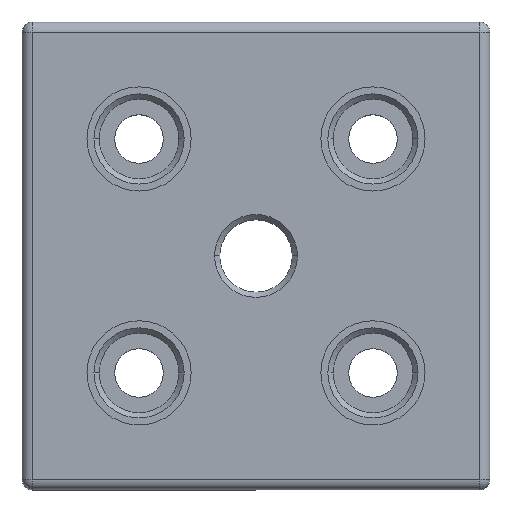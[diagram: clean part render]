
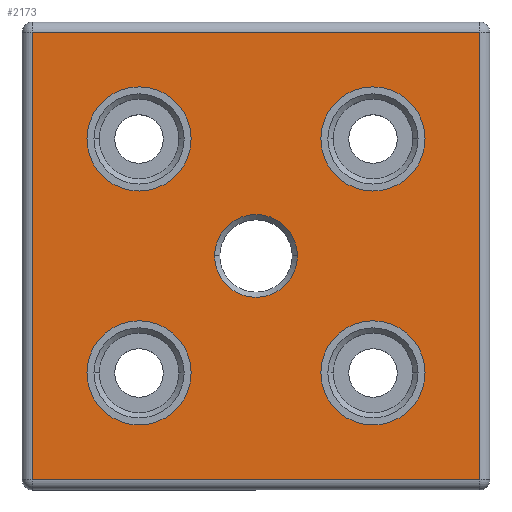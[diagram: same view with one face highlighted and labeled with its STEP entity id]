
A CAD part, top view. The second image highlights one B-rep face of the part: STEP entity #2173.
In plain terms, the highlighted planar face has unit normal (0, 0, 1).
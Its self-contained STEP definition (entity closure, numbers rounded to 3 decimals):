
#23 = DIRECTION ( 'NONE',  ( 0., 0., 1. ) ) ;
#52 = CARTESIAN_POINT ( 'NONE',  ( 22.45, 22.45, 15. ) ) ;
#66 = CARTESIAN_POINT ( 'NONE',  ( 32.45, 67.35, 15. ) ) ;
#76 = CIRCLE ( 'NONE', #2611, 10. ) ;
#89 = EDGE_CURVE ( 'NONE', #2436, #1628, #2729, .T. ) ;
#112 = VERTEX_POINT ( 'NONE', #3388 ) ;
#147 = EDGE_LOOP ( 'NONE', ( #1917, #3285 ) ) ;
#193 = EDGE_LOOP ( 'NONE', ( #1234, #555 ) ) ;
#194 = AXIS2_PLACEMENT_3D ( 'NONE', #3272, #2580, #1835 ) ;
#236 = AXIS2_PLACEMENT_3D ( 'NONE', #52, #4011, #2595 ) ;
#244 = ORIENTED_EDGE ( 'NONE', *, *, #2429, .T. ) ;
#327 = DIRECTION ( 'NONE',  ( 0., 0., -1. ) ) ;
#362 = AXIS2_PLACEMENT_3D ( 'NONE', #893, #489, #1934 ) ;
#380 = VERTEX_POINT ( 'NONE', #1141 ) ;
#382 = VERTEX_POINT ( 'NONE', #2216 ) ;
#398 = CARTESIAN_POINT ( 'NONE',  ( 67.35, 22.45, 15. ) ) ;
#422 = CARTESIAN_POINT ( 'NONE',  ( 52.85, 44.9, 15. ) ) ;
#437 = ORIENTED_EDGE ( 'NONE', *, *, #89, .T. ) ;
#460 = DIRECTION ( 'NONE',  ( -1., 0., 0. ) ) ;
#489 = DIRECTION ( 'NONE',  ( 0., 0., 1. ) ) ;
#494 = VERTEX_POINT ( 'NONE', #3338 ) ;
#518 = CARTESIAN_POINT ( 'NONE',  ( 32.45, 22.45, 15. ) ) ;
#555 = ORIENTED_EDGE ( 'NONE', *, *, #1108, .F. ) ;
#597 = EDGE_LOOP ( 'NONE', ( #437, #2043 ) ) ;
#605 = DIRECTION ( 'NONE',  ( 0., 0., -1. ) ) ;
#671 = DIRECTION ( 'NONE',  ( 0., 1., 0. ) ) ;
#676 = CIRCLE ( 'NONE', #3945, 10. ) ;
#684 = CIRCLE ( 'NONE', #4534, 10. ) ;
#686 = CARTESIAN_POINT ( 'NONE',  ( 0., 87.8, 15. ) ) ;
#802 = VECTOR ( 'NONE', #671, 1000. ) ;
#837 = CARTESIAN_POINT ( 'NONE',  ( 36.95, 44.9, 15. ) ) ;
#866 = CIRCLE ( 'NONE', #1422, 10. ) ;
#882 = AXIS2_PLACEMENT_3D ( 'NONE', #2438, #605, #3872 ) ;
#893 = CARTESIAN_POINT ( 'NONE',  ( 67.35, 67.35, 15. ) ) ;
#895 = ORIENTED_EDGE ( 'NONE', *, *, #2034, .F. ) ;
#1018 = CARTESIAN_POINT ( 'NONE',  ( 0., 2., 15. ) ) ;
#1051 = DIRECTION ( 'NONE',  ( 1., 0., 0. ) ) ;
#1056 = ORIENTED_EDGE ( 'NONE', *, *, #2218, .F. ) ;
#1108 = EDGE_CURVE ( 'NONE', #4252, #1450, #76, .T. ) ;
#1133 = DIRECTION ( 'NONE',  ( 1., 0., 0. ) ) ;
#1141 = CARTESIAN_POINT ( 'NONE',  ( 2., 87.8, 15. ) ) ;
#1226 = EDGE_CURVE ( 'NONE', #1230, #112, #3672, .T. ) ;
#1230 = VERTEX_POINT ( 'NONE', #4520 ) ;
#1234 = ORIENTED_EDGE ( 'NONE', *, *, #2351, .F. ) ;
#1254 = DIRECTION ( 'NONE',  ( 0., 0., 1. ) ) ;
#1308 = FACE_BOUND ( 'NONE', #193, .T. ) ;
#1422 = AXIS2_PLACEMENT_3D ( 'NONE', #2274, #2645, #460 ) ;
#1429 = FACE_BOUND ( 'NONE', #147, .T. ) ;
#1450 = VERTEX_POINT ( 'NONE', #2772 ) ;
#1468 = DIRECTION ( 'NONE',  ( 1., 0., 0. ) ) ;
#1474 = EDGE_CURVE ( 'NONE', #1628, #2436, #3493, .T. ) ;
#1520 = DIRECTION ( 'NONE',  ( 0., 0., 1. ) ) ;
#1628 = VERTEX_POINT ( 'NONE', #837 ) ;
#1631 = DIRECTION ( 'NONE',  ( 1., 0., 0. ) ) ;
#1655 = DIRECTION ( 'NONE',  ( 1., 0., 0. ) ) ;
#1765 = EDGE_CURVE ( 'NONE', #382, #4712, #684, .T. ) ;
#1787 = AXIS2_PLACEMENT_3D ( 'NONE', #2440, #1254, #1631 ) ;
#1820 = CIRCLE ( 'NONE', #236, 10. ) ;
#1835 = DIRECTION ( 'NONE',  ( -1., 0., 0. ) ) ;
#1848 = DIRECTION ( 'NONE',  ( -1., 0., 0. ) ) ;
#1901 = LINE ( 'NONE', #1018, #4624 ) ;
#1917 = ORIENTED_EDGE ( 'NONE', *, *, #4634, .F. ) ;
#1934 = DIRECTION ( 'NONE',  ( -1., 0., 0. ) ) ;
#1988 = CARTESIAN_POINT ( 'NONE',  ( 57.35, 22.45, 15. ) ) ;
#2034 = EDGE_CURVE ( 'NONE', #112, #1230, #3594, .T. ) ;
#2043 = ORIENTED_EDGE ( 'NONE', *, *, #1474, .T. ) ;
#2152 = DIRECTION ( 'NONE',  ( -1., 0., 0. ) ) ;
#2173 = ADVANCED_FACE ( 'NONE', ( #2447, #4329, #1429, #1308, #3135, #3369 ), #4638, .F. ) ;
#2202 = VERTEX_POINT ( 'NONE', #4273 ) ;
#2216 = CARTESIAN_POINT ( 'NONE',  ( 12.45, 67.35, 15. ) ) ;
#2218 = EDGE_CURVE ( 'NONE', #4712, #382, #676, .T. ) ;
#2241 = ORIENTED_EDGE ( 'NONE', *, *, #3940, .T. ) ;
#2274 = CARTESIAN_POINT ( 'NONE',  ( 22.45, 22.45, 15. ) ) ;
#2293 = EDGE_CURVE ( 'NONE', #2202, #3204, #866, .T. ) ;
#2312 = ORIENTED_EDGE ( 'NONE', *, *, #2982, .T. ) ;
#2344 = LINE ( 'NONE', #686, #4322 ) ;
#2350 = LINE ( 'NONE', #3984, #3195 ) ;
#2351 = EDGE_CURVE ( 'NONE', #1450, #4252, #3590, .T. ) ;
#2407 = EDGE_CURVE ( 'NONE', #3340, #494, #2730, .T. ) ;
#2429 = EDGE_CURVE ( 'NONE', #494, #380, #2344, .T. ) ;
#2430 = EDGE_LOOP ( 'NONE', ( #1056, #3792 ) ) ;
#2436 = VERTEX_POINT ( 'NONE', #422 ) ;
#2438 = CARTESIAN_POINT ( 'NONE',  ( 44.9, 44.9, 15. ) ) ;
#2440 = CARTESIAN_POINT ( 'NONE',  ( 67.35, 22.45, 15. ) ) ;
#2442 = CARTESIAN_POINT ( 'NONE',  ( 0., 0., 15. ) ) ;
#2447 = FACE_BOUND ( 'NONE', #597, .T. ) ;
#2580 = DIRECTION ( 'NONE',  ( 0., 0., -1. ) ) ;
#2595 = DIRECTION ( 'NONE',  ( -1., 0., 0. ) ) ;
#2611 = AXIS2_PLACEMENT_3D ( 'NONE', #398, #1520, #1133 ) ;
#2645 = DIRECTION ( 'NONE',  ( 0., 0., 1. ) ) ;
#2729 = CIRCLE ( 'NONE', #194, 7.95 ) ;
#2730 = LINE ( 'NONE', #2872, #802 ) ;
#2772 = CARTESIAN_POINT ( 'NONE',  ( 77.35, 22.45, 15. ) ) ;
#2815 = VERTEX_POINT ( 'NONE', #3368 ) ;
#2872 = CARTESIAN_POINT ( 'NONE',  ( 87.8, 0., 15. ) ) ;
#2956 = AXIS2_PLACEMENT_3D ( 'NONE', #4044, #23, #1848 ) ;
#2982 = EDGE_CURVE ( 'NONE', #2815, #3340, #1901, .T. ) ;
#3085 = CARTESIAN_POINT ( 'NONE',  ( 22.45, 67.35, 15. ) ) ;
#3135 = FACE_BOUND ( 'NONE', #4223, .T. ) ;
#3154 = CARTESIAN_POINT ( 'NONE',  ( 87.8, 2., 15. ) ) ;
#3195 = VECTOR ( 'NONE', #3662, 1000. ) ;
#3204 = VERTEX_POINT ( 'NONE', #518 ) ;
#3272 = CARTESIAN_POINT ( 'NONE',  ( 44.9, 44.9, 15. ) ) ;
#3278 = ORIENTED_EDGE ( 'NONE', *, *, #1226, .F. ) ;
#3285 = ORIENTED_EDGE ( 'NONE', *, *, #2293, .F. ) ;
#3338 = CARTESIAN_POINT ( 'NONE',  ( 87.8, 87.8, 15. ) ) ;
#3340 = VERTEX_POINT ( 'NONE', #3154 ) ;
#3368 = CARTESIAN_POINT ( 'NONE',  ( 2., 2., 15. ) ) ;
#3369 = FACE_BOUND ( 'NONE', #2430, .T. ) ;
#3388 = CARTESIAN_POINT ( 'NONE',  ( 77.35, 67.35, 15. ) ) ;
#3452 = DIRECTION ( 'NONE',  ( 0., 0., 1. ) ) ;
#3493 = CIRCLE ( 'NONE', #882, 7.95 ) ;
#3576 = CARTESIAN_POINT ( 'NONE',  ( 22.45, 67.35, 15. ) ) ;
#3590 = CIRCLE ( 'NONE', #1787, 10. ) ;
#3594 = CIRCLE ( 'NONE', #2956, 10. ) ;
#3662 = DIRECTION ( 'NONE',  ( 0., -1., 0. ) ) ;
#3672 = CIRCLE ( 'NONE', #362, 10. ) ;
#3792 = ORIENTED_EDGE ( 'NONE', *, *, #1765, .F. ) ;
#3872 = DIRECTION ( 'NONE',  ( -1., 0., 0. ) ) ;
#3907 = ORIENTED_EDGE ( 'NONE', *, *, #2407, .T. ) ;
#3934 = DIRECTION ( 'NONE',  ( 0., 0., 1. ) ) ;
#3940 = EDGE_CURVE ( 'NONE', #380, #2815, #2350, .T. ) ;
#3945 = AXIS2_PLACEMENT_3D ( 'NONE', #3576, #3934, #1468 ) ;
#3984 = CARTESIAN_POINT ( 'NONE',  ( 2., 0., 15. ) ) ;
#4011 = DIRECTION ( 'NONE',  ( 0., 0., 1. ) ) ;
#4044 = CARTESIAN_POINT ( 'NONE',  ( 67.35, 67.35, 15. ) ) ;
#4223 = EDGE_LOOP ( 'NONE', ( #895, #3278 ) ) ;
#4252 = VERTEX_POINT ( 'NONE', #1988 ) ;
#4273 = CARTESIAN_POINT ( 'NONE',  ( 12.45, 22.45, 15. ) ) ;
#4288 = DIRECTION ( 'NONE',  ( -1., 0., 0. ) ) ;
#4322 = VECTOR ( 'NONE', #2152, 1000. ) ;
#4329 = FACE_OUTER_BOUND ( 'NONE', #4424, .T. ) ;
#4424 = EDGE_LOOP ( 'NONE', ( #2241, #2312, #3907, #244 ) ) ;
#4520 = CARTESIAN_POINT ( 'NONE',  ( 57.35, 67.35, 15. ) ) ;
#4534 = AXIS2_PLACEMENT_3D ( 'NONE', #3085, #3452, #1655 ) ;
#4624 = VECTOR ( 'NONE', #1051, 1000. ) ;
#4634 = EDGE_CURVE ( 'NONE', #3204, #2202, #1820, .T. ) ;
#4638 = PLANE ( 'NONE',  #4652 ) ;
#4652 = AXIS2_PLACEMENT_3D ( 'NONE', #2442, #327, #4288 ) ;
#4712 = VERTEX_POINT ( 'NONE', #66 ) ;
